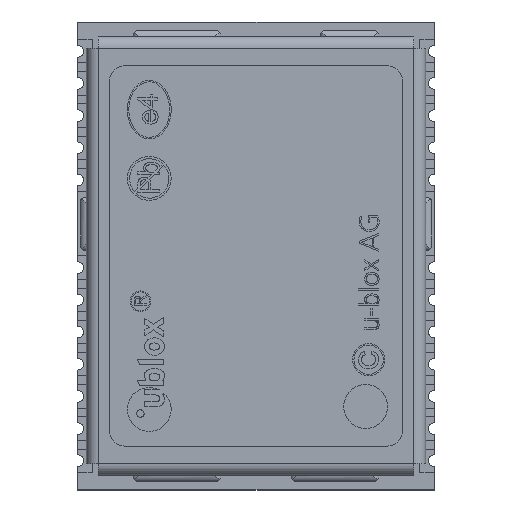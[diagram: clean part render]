
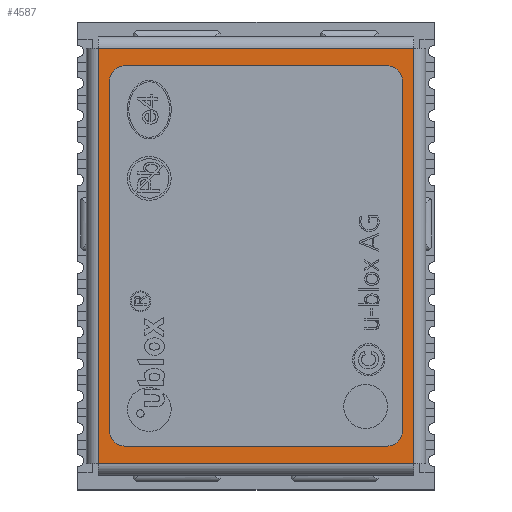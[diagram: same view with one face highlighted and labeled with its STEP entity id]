
A CAD part, top view. The second image highlights one B-rep face of the part: STEP entity #4587.
In plain terms, the highlighted face is planar.
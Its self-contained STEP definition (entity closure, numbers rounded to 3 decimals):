
#482 = VECTOR ( 'NONE', #27508, 1000. ) ;
#542 = VERTEX_POINT ( 'NONE', #10649 ) ;
#894 = CARTESIAN_POINT ( 'NONE',  ( 10.6, 0., -8.2 ) ) ;
#1126 = EDGE_CURVE ( 'NONE', #9175, #4085, #10917, .T. ) ;
#1210 = DIRECTION ( 'NONE',  ( 0., 0., 1. ) ) ;
#1664 = CARTESIAN_POINT ( 'NONE',  ( 3.6, 0., -4.65 ) ) ;
#1821 = FACE_OUTER_BOUND ( 'NONE', #5415, .T. ) ;
#1933 = AXIS2_PLACEMENT_3D ( 'NONE', #26954, #7430, #30282 ) ;
#2150 = DIRECTION ( 'NONE',  ( 1., 0., 0. ) ) ;
#3251 = VECTOR ( 'NONE', #2150, 1000. ) ;
#3377 = CIRCLE ( 'NONE', #38211, 0.75 ) ;
#3452 = AXIS2_PLACEMENT_3D ( 'NONE', #3684, #13542, #36291 ) ;
#3684 = CARTESIAN_POINT ( 'NONE',  ( 0., 0., -10.8 ) ) ;
#3814 = ORIENTED_EDGE ( 'NONE', *, *, #5910, .F. ) ;
#4085 = VERTEX_POINT ( 'NONE', #20398 ) ;
#4142 = DIRECTION ( 'NONE',  ( 0., 0., 1. ) ) ;
#4587 = ADVANCED_FACE ( 'NONE', ( #10457, #28801, #20125, #1821 ), #33002, .F. ) ;
#4994 = EDGE_CURVE ( 'NONE', #27808, #542, #29280, .T. ) ;
#5415 = EDGE_LOOP ( 'NONE', ( #30083, #33360, #38982, #12330 ) ) ;
#5910 = EDGE_CURVE ( 'NONE', #4085, #9175, #12802, .T. ) ;
#7000 = CARTESIAN_POINT ( 'NONE',  ( 14.2, 0., -10.8 ) ) ;
#7430 = DIRECTION ( 'NONE',  ( 0., 1., 0. ) ) ;
#9122 = LINE ( 'NONE', #13867, #482 ) ;
#9175 = VERTEX_POINT ( 'NONE', #17005 ) ;
#9379 = CARTESIAN_POINT ( 'NONE',  ( 3.6, 0., -5.4 ) ) ;
#10457 = FACE_BOUND ( 'NONE', #35903, .T. ) ;
#10649 = CARTESIAN_POINT ( 'NONE',  ( 14.2, 0., 0. ) ) ;
#10917 = CIRCLE ( 'NONE', #40184, 0.75 ) ;
#11197 = VERTEX_POINT ( 'NONE', #1664 ) ;
#11646 = CARTESIAN_POINT ( 'NONE',  ( 0., 0., 0. ) ) ;
#12330 = ORIENTED_EDGE ( 'NONE', *, *, #32323, .T. ) ;
#12674 = DIRECTION ( 'NONE',  ( 0., 0., 1. ) ) ;
#12802 = CIRCLE ( 'NONE', #1933, 0.75 ) ;
#13446 = VERTEX_POINT ( 'NONE', #29820 ) ;
#13542 = DIRECTION ( 'NONE',  ( 0., -1., 0. ) ) ;
#13867 = CARTESIAN_POINT ( 'NONE',  ( 14.2, 0., 0. ) ) ;
#14516 = VECTOR ( 'NONE', #34430, 1000. ) ;
#14948 = EDGE_CURVE ( 'NONE', #11197, #26377, #3377, .T. ) ;
#15209 = DIRECTION ( 'NONE',  ( 0., 1., 0. ) ) ;
#15791 = ORIENTED_EDGE ( 'NONE', *, *, #25035, .F. ) ;
#16037 = AXIS2_PLACEMENT_3D ( 'NONE', #894, #23637, #4142 ) ;
#17005 = CARTESIAN_POINT ( 'NONE',  ( 10.6, 0., -1.85 ) ) ;
#17578 = EDGE_CURVE ( 'NONE', #542, #28638, #9122, .T. ) ;
#19002 = CARTESIAN_POINT ( 'NONE',  ( 10.6, 0., -8.2 ) ) ;
#19561 = CARTESIAN_POINT ( 'NONE',  ( 0., 0., 0. ) ) ;
#19817 = CARTESIAN_POINT ( 'NONE',  ( 3.6, 0., -6.15 ) ) ;
#19901 = AXIS2_PLACEMENT_3D ( 'NONE', #19002, #41788, #22305 ) ;
#20125 = FACE_BOUND ( 'NONE', #20705, .T. ) ;
#20398 = CARTESIAN_POINT ( 'NONE',  ( 10.6, 0., -3.35 ) ) ;
#20703 = DIRECTION ( 'NONE',  ( 0., 1., 0. ) ) ;
#20705 = EDGE_LOOP ( 'NONE', ( #39345, #15791 ) ) ;
#21199 = EDGE_LOOP ( 'NONE', ( #38592, #3814 ) ) ;
#22305 = DIRECTION ( 'NONE',  ( 0., 0., 1. ) ) ;
#23618 = CARTESIAN_POINT ( 'NONE',  ( 0., 0., -10.8 ) ) ;
#23637 = DIRECTION ( 'NONE',  ( 0., 1., 0. ) ) ;
#23972 = ORIENTED_EDGE ( 'NONE', *, *, #26174, .F. ) ;
#24700 = LINE ( 'NONE', #23618, #33337 ) ;
#25035 = EDGE_CURVE ( 'NONE', #26377, #11197, #26467, .T. ) ;
#26174 = EDGE_CURVE ( 'NONE', #13446, #26540, #30401, .T. ) ;
#26377 = VERTEX_POINT ( 'NONE', #19817 ) ;
#26467 = CIRCLE ( 'NONE', #35051, 0.75 ) ;
#26540 = VERTEX_POINT ( 'NONE', #30974 ) ;
#26954 = CARTESIAN_POINT ( 'NONE',  ( 10.6, 0., -2.6 ) ) ;
#27353 = CARTESIAN_POINT ( 'NONE',  ( 0., 0., -10.8 ) ) ;
#27508 = DIRECTION ( 'NONE',  ( 0., 0., -1. ) ) ;
#27808 = VERTEX_POINT ( 'NONE', #19561 ) ;
#28526 = CIRCLE ( 'NONE', #16037, 0.75 ) ;
#28638 = VERTEX_POINT ( 'NONE', #7000 ) ;
#28801 = FACE_BOUND ( 'NONE', #21199, .T. ) ;
#29280 = LINE ( 'NONE', #37905, #3251 ) ;
#29820 = CARTESIAN_POINT ( 'NONE',  ( 10.6, 0., -7.45 ) ) ;
#30083 = ORIENTED_EDGE ( 'NONE', *, *, #32454, .T. ) ;
#30282 = DIRECTION ( 'NONE',  ( 0., 0., 1. ) ) ;
#30401 = CIRCLE ( 'NONE', #19901, 0.75 ) ;
#30812 = EDGE_CURVE ( 'NONE', #26540, #13446, #28526, .T. ) ;
#30974 = CARTESIAN_POINT ( 'NONE',  ( 10.6, 0., -8.95 ) ) ;
#32174 = DIRECTION ( 'NONE',  ( 0., 1., 0. ) ) ;
#32323 = EDGE_CURVE ( 'NONE', #28638, #33316, #24700, .T. ) ;
#32454 = EDGE_CURVE ( 'NONE', #33316, #27808, #39479, .T. ) ;
#32993 = DIRECTION ( 'NONE',  ( -1., 0., 0. ) ) ;
#33002 = PLANE ( 'NONE',  #3452 ) ;
#33316 = VERTEX_POINT ( 'NONE', #27353 ) ;
#33337 = VECTOR ( 'NONE', #32993, 1000. ) ;
#33360 = ORIENTED_EDGE ( 'NONE', *, *, #4994, .T. ) ;
#33414 = ORIENTED_EDGE ( 'NONE', *, *, #30812, .F. ) ;
#34430 = DIRECTION ( 'NONE',  ( 0., 0., 1. ) ) ;
#34703 = CARTESIAN_POINT ( 'NONE',  ( 3.6, 0., -5.4 ) ) ;
#35051 = AXIS2_PLACEMENT_3D ( 'NONE', #34703, #15209, #38017 ) ;
#35903 = EDGE_LOOP ( 'NONE', ( #23972, #33414 ) ) ;
#36291 = DIRECTION ( 'NONE',  ( 0., 0., -1. ) ) ;
#37905 = CARTESIAN_POINT ( 'NONE',  ( 0., 0., 0. ) ) ;
#38017 = DIRECTION ( 'NONE',  ( 0., 0., 1. ) ) ;
#38211 = AXIS2_PLACEMENT_3D ( 'NONE', #9379, #32174, #12674 ) ;
#38592 = ORIENTED_EDGE ( 'NONE', *, *, #1126, .F. ) ;
#38982 = ORIENTED_EDGE ( 'NONE', *, *, #17578, .T. ) ;
#39345 = ORIENTED_EDGE ( 'NONE', *, *, #14948, .F. ) ;
#39479 = LINE ( 'NONE', #11646, #14516 ) ;
#40184 = AXIS2_PLACEMENT_3D ( 'NONE', #40248, #20703, #1210 ) ;
#40248 = CARTESIAN_POINT ( 'NONE',  ( 10.6, 0., -2.6 ) ) ;
#41788 = DIRECTION ( 'NONE',  ( 0., 1., 0. ) ) ;
